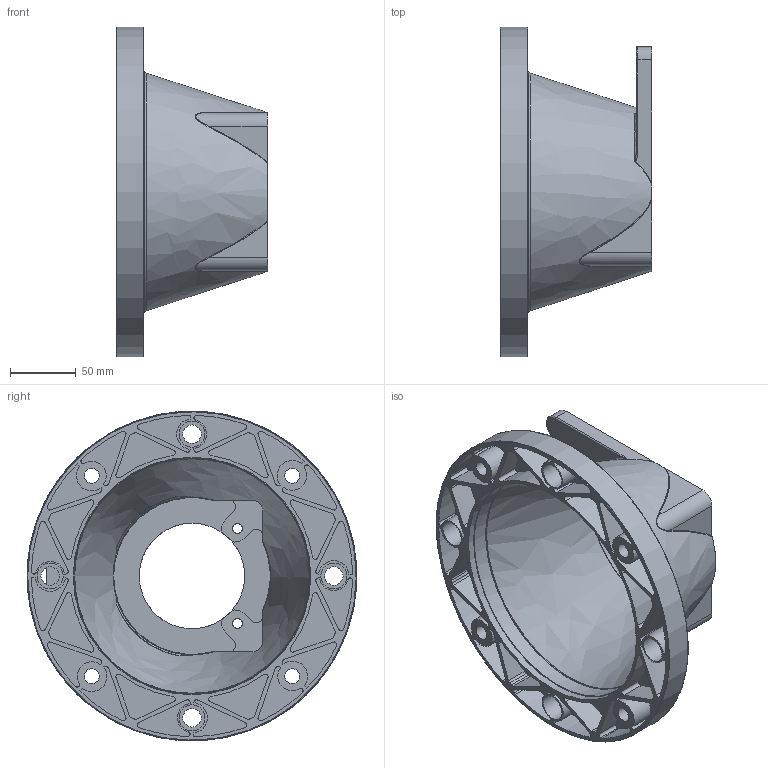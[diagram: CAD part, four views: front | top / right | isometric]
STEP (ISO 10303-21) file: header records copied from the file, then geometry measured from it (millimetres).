
FILE_DESCRIPTION(('STEP AP203'),'2;1');
FILE_NAME('LBS24.stp','2005-07-21T17:21:26',(''),(''),'9.0.0','THINKDESIGN','');
FILE_SCHEMA(('CONFIG_CONTROL_DESIGN'));
Length unit declared in the file: millimetre
Bounding box: 115 x 250 x 250 mm (x, y, z)
Surface area: 257981.5 mm2 (no closed solid volume)
Topology: 0 solids, 0 shells, 392 faces, 2054 edges, 1991 vertices
Faces by surface type: cylinder 200, plane 132, bspline 60
Full cylindrical faces by diameter (mm): 7.5 x4, 11.25 x4, 14 x4, 19.699 x4, 80 x1, 180 x1, 183 x1, 250 x1
Entity records: 23055 total; most frequent: CARTESIAN_POINT 11027, DIRECTION 3120, COMPOSITE_CURVE_SEGMENT 2018, TRIMMED_CURVE 1608, AXIS2_PLACEMENT_3D 1110, VECTOR 900, LINE 900, CIRCLE 786
